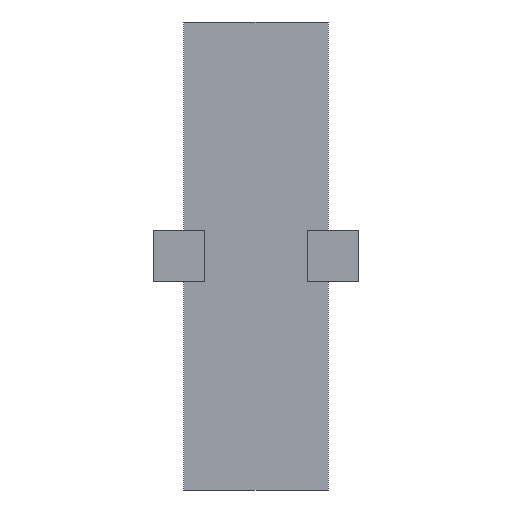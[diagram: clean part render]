
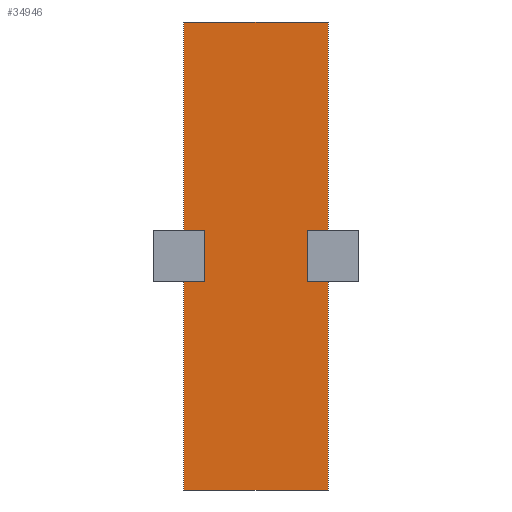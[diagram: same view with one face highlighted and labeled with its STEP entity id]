
A CAD part, front view. The second image highlights one B-rep face of the part: STEP entity #34946.
In plain terms, the highlighted planar face has unit normal (0, -1, 0).
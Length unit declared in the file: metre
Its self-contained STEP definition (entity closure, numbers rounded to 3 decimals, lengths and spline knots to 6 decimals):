
#83 = DIRECTION ( 'NONE',  ( 1., 0., 0. ) ) ;
#123 = DIRECTION ( 'NONE',  ( -1., 0., 0. ) ) ;
#361 = CARTESIAN_POINT ( 'NONE',  ( 1.125, 0., 3.65 ) ) ;
#432 = LINE ( 'NONE', #20626, #35698 ) ;
#2927 = EDGE_CURVE ( 'NONE', #24209, #5650, #21187, .T. ) ;
#4348 = EDGE_CURVE ( 'NONE', #28154, #14145, #432, .T. ) ;
#5650 = VERTEX_POINT ( 'NONE', #13824 ) ;
#5786 = CARTESIAN_POINT ( 'NONE',  ( 1.125, 0., -3.65 ) ) ;
#5873 = CARTESIAN_POINT ( 'NONE',  ( 0., 0., 0. ) ) ;
#8583 = CARTESIAN_POINT ( 'NONE',  ( 1.125, 0., 3.65 ) ) ;
#8747 = DIRECTION ( 'NONE',  ( 0., 0., 1. ) ) ;
#8779 = LINE ( 'NONE', #15495, #9684 ) ;
#9684 = VECTOR ( 'NONE', #21112, 1. ) ;
#10061 = CARTESIAN_POINT ( 'NONE',  ( -1.125, 0., -3.65 ) ) ;
#13824 = CARTESIAN_POINT ( 'NONE',  ( -1.125, 0., 3.65 ) ) ;
#14145 = VERTEX_POINT ( 'NONE', #5786 ) ;
#15495 = CARTESIAN_POINT ( 'NONE',  ( -1.125, 0., 3.65 ) ) ;
#15568 = DIRECTION ( 'NONE',  ( 0., 0., 1. ) ) ;
#15659 = CARTESIAN_POINT ( 'NONE',  ( 1.125, 0., 3.65 ) ) ;
#20626 = CARTESIAN_POINT ( 'NONE',  ( 1.125, 0., -3.65 ) ) ;
#20858 = EDGE_CURVE ( 'NONE', #14145, #24209, #28053, .T. ) ;
#21112 = DIRECTION ( 'NONE',  ( 0., 0., -1. ) ) ;
#21124 = VECTOR ( 'NONE', #123, 1. ) ;
#21187 = LINE ( 'NONE', #361, #21124 ) ;
#22732 = PLANE ( 'NONE',  #25748 ) ;
#22936 = EDGE_LOOP ( 'NONE', ( #32172, #29273, #24724, #30463 ) ) ;
#24209 = VERTEX_POINT ( 'NONE', #8583 ) ;
#24724 = ORIENTED_EDGE ( 'NONE', *, *, #2927, .T. ) ;
#24853 = FACE_OUTER_BOUND ( 'NONE', #22936, .T. ) ;
#24980 = VECTOR ( 'NONE', #15568, 1. ) ;
#25519 = DIRECTION ( 'NONE',  ( 0., 1., 0. ) ) ;
#25748 = AXIS2_PLACEMENT_3D ( 'NONE', #5873, #25519, #8747 ) ;
#28053 = LINE ( 'NONE', #15659, #24980 ) ;
#28154 = VERTEX_POINT ( 'NONE', #10061 ) ;
#29273 = ORIENTED_EDGE ( 'NONE', *, *, #20858, .T. ) ;
#30463 = ORIENTED_EDGE ( 'NONE', *, *, #35817, .T. ) ;
#32172 = ORIENTED_EDGE ( 'NONE', *, *, #4348, .T. ) ;
#34946 = ADVANCED_FACE ( 'N', ( #24853 ), #22732, .F. ) ;
#35698 = VECTOR ( 'NONE', #83, 1. ) ;
#35817 = EDGE_CURVE ( 'NONE', #5650, #28154, #8779, .T. ) ;
